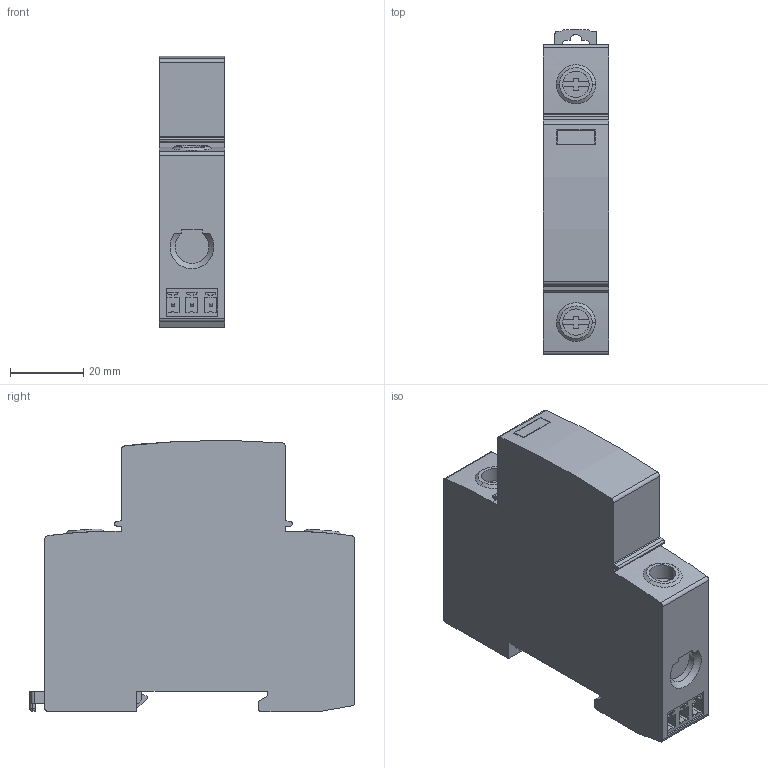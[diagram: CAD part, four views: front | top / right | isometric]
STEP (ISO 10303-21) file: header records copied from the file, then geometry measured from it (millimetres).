
FILE_DESCRIPTION((''),'2;1');
FILE_NAME('SIMPLIFIED_ASM_1_ASM','2019-03-29T13:45:54',('danae.lavaud'),(''),'CREO PARAMETRIC BY PTC INC, 2018260','CREO PARAMETRIC BY PTC INC, 2018260','');
FILE_SCHEMA(('CONFIG_CONTROL_DESIGN'));
Length unit declared in the file: millimetre
Products named in the file (7): PRT0002_1; PRT0001_1; PRT0003_1; PRT0004_1_1; PRT0004_1_2; PRT0004_1_ASM; SIMPLIFIED_ASM_1_ASM
Assembly tree (6 placements, depth 3):
  SIMPLIFIED_ASM_1_ASM
    PRT0002_1
    PRT0001_1
    PRT0003_1
    PRT0004_1_ASM
      PRT0004_1_1
      PRT0004_1_2
Bounding box: 17.88 x 89.09 x 74.13 mm (x, y, z)
Volume: 89388 mm3; surface area: 19315.1 mm2
Topology: 6 solids, 6 shells, 257 faces, 689 edges, 458 vertices
Faces by surface type: plane 192, cylinder 51, extrusion 6, bspline 6, cone 2
Entity records: 8828 total; most frequent: CARTESIAN_POINT 2158, ORIENTED_EDGE 1378, DIRECTION 1315, EDGE_CURVE 689, VECTOR 539, LINE 533, VERTEX_POINT 458, AXIS2_PLACEMENT_3D 388
